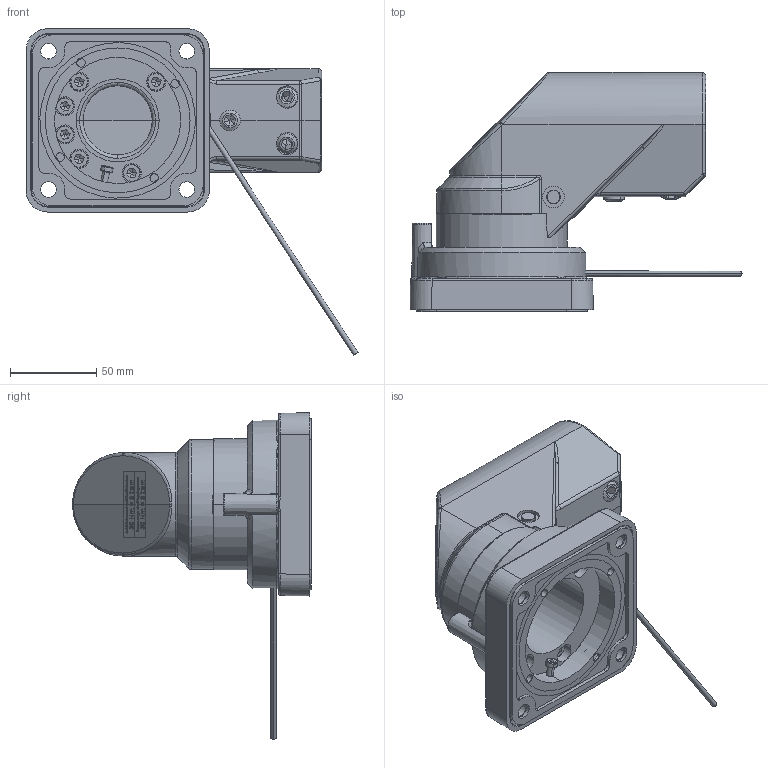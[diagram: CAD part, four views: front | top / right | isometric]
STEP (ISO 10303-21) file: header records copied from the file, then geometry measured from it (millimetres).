
FILE_DESCRIPTION (( 'STEP AP214' ), '1' );
FILE_NAME ('49496600.STEP', '2009-02-25T13:18:40', ( ' ' ), ( '' ), 'SwSTEP 2.0', 'SolidWorks 2008', '' );
FILE_SCHEMA (( 'AUTOMOTIVE_DESIGN' ));
Length unit declared in the file: millimetre
Products named in the file (16): 12034_Standard; 93278_Standard; 84107_Standard; 82192_Standard; 12031_Standard; 49496600; 93242_Standard; 84106_Standard; 82011_Standard; 82164_Standard; 83046_Standard; 93220_Standard; 92146_Standard; 94658_Standard
Assembly tree (23 placements, depth 3):
  49496600
    93242_Standard  x6
    12031_Standard
      12031_Standard
    93278_Standard
    93220_Standard  x3
    84106_Standard
    12034_Standard
      12034_Standard
    83046_Standard
    82011_Standard
    94658_Standard  x2
    82164_Standard
    82192_Standard
    84107_Standard
    92146_Standard
Bounding box: 192.04 x 138.19 x 188.84 mm (x, y, z)
Volume: 504357.6 mm3; surface area: 182563.9 mm2
Topology: 111 solids, 111 shells, 2175 faces, 5306 edges, 3373 vertices
Faces by surface type: plane 944, bspline 732, cylinder 260, torus 132, cone 96, sphere 11
Entity records: 107354 total; most frequent: CARTESIAN_POINT 49112, ORIENTED_EDGE 9882, DIRECTION 6676, EDGE_CURVE 4941, VERTEX_POINT 3180, LINE 2642, VECTOR 2642, EDGE_LOOP 2139
